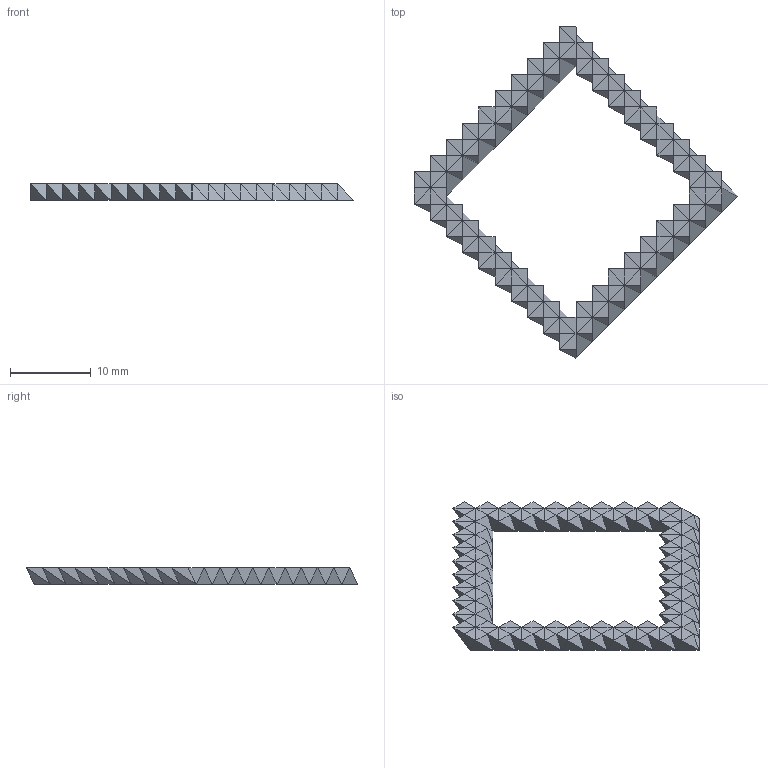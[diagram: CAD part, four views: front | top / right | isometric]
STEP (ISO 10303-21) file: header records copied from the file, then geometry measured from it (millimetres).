
FILE_DESCRIPTION(/* description */ (''),/* implementation_level */ '2;1');
FILE_NAME(/* name */ 'frame.step',/* time_stamp */ '2023-12-14T14:29:40+01:00',/* author */ (''),/* organization */ (''),/* preprocessor_version */ 'ST-DEVELOPER v20',/* originating_system */ 'Autodesk Translation Framework v12.14.0.127',/* authorisation */ '');
FILE_SCHEMA (('AUTOMOTIVE_DESIGN { 1 0 10303 214 3 1 1 }'));
Length unit declared in the file: millimetre
Products named in the file (1): (Unsaved)
Bounding box: 40 x 41 x 2 mm (x, y, z)
Volume: 576 mm3; surface area: 1537.9 mm2
Topology: 36 solids, 36 shells, 576 faces, 864 edges, 360 vertices
Faces by surface type: plane 576
Entity records: 11522 total; most frequent: DIRECTION 2018, CARTESIAN_POINT 1801, ORIENTED_EDGE 1728, LINE 864, VECTOR 864, EDGE_CURVE 864, AXIS2_PLACEMENT_3D 577, FACE_OUTER_BOUND 576
